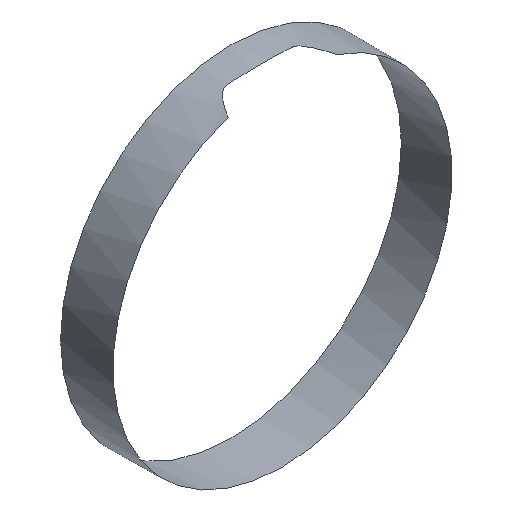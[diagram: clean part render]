
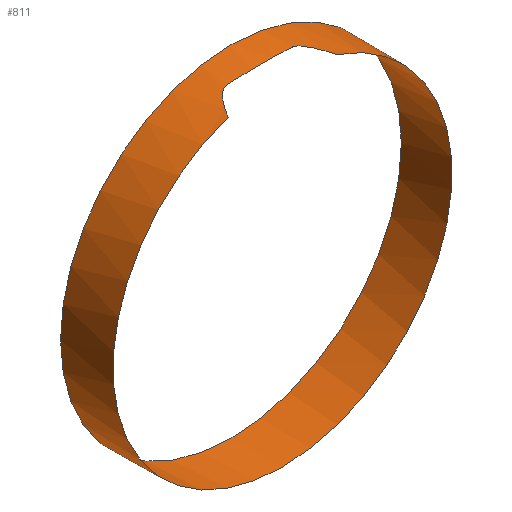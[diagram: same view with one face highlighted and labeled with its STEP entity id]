
A CAD part, isometric view. The second image highlights one B-rep face of the part: STEP entity #811.
In plain terms, the highlighted conical face has half-angle 1 degrees and reference radius 3.2 mm.
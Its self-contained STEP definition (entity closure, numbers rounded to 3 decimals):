
#293=FACE_BOUND('',#1626,.T.);
#294=FACE_BOUND('',#1627,.T.);
#295=FACE_BOUND('',#1628,.T.);
#524=LINE('',#10424,#638);
#525=LINE('',#10452,#639);
#638=VECTOR('',#7021,1.);
#639=VECTOR('',#7028,1.);
#725=ELLIPSE('',#6130,3.967,3.25);
#811=ADVANCED_FACE('',(#293,#294,#295),#1173,.F.);
#1173=CONICAL_SURFACE('',#6140,3.2,1.);
#1626=EDGE_LOOP('',(#2710,#2711));
#1627=EDGE_LOOP('',(#2712));
#1628=EDGE_LOOP('',(#2713,#2714,#2715,#2716,#2717,#2718,#2719,#2720,#2721));
#2148=B_SPLINE_CURVE_WITH_KNOTS('',3,(#10210,#10211,#10212,#10213,#10214,
#10215,#10216),.UNSPECIFIED.,.F.,.F.,(4,3,4),(0.,0.286,1.),
 .UNSPECIFIED.);
#2151=B_SPLINE_CURVE_WITH_KNOTS('',3,(#10248,#10249,#10250,#10251,#10252,
#10253,#10254),.UNSPECIFIED.,.F.,.F.,(4,3,4),(0.,0.286,1.),
 .UNSPECIFIED.);
#2163=B_SPLINE_CURVE_WITH_KNOTS('',3,(#10431,#10432,#10433,#10434,#10435,
#10436,#10437,#10438,#10439,#10440),.UNSPECIFIED.,.F.,.F.,(4,3,3,4),(0.,
0.401,0.802,1.),.UNSPECIFIED.);
#2164=B_SPLINE_CURVE_WITH_KNOTS('',3,(#10441,#10442,#10443,#10444,#10445,
#10446,#10447,#10448,#10449,#10450),.UNSPECIFIED.,.F.,.F.,(4,3,3,4),(0.,
0.415,0.832,1.),.UNSPECIFIED.);
#2710=ORIENTED_EDGE('',*,*,#5016,.F.);
#2711=ORIENTED_EDGE('',*,*,#5016,.T.);
#2712=ORIENTED_EDGE('',*,*,#5017,.T.);
#2713=ORIENTED_EDGE('',*,*,#5018,.T.);
#2714=ORIENTED_EDGE('',*,*,#4995,.T.);
#2715=ORIENTED_EDGE('',*,*,#5019,.T.);
#2716=ORIENTED_EDGE('',*,*,#5002,.F.);
#2717=ORIENTED_EDGE('',*,*,#5020,.T.);
#2718=ORIENTED_EDGE('',*,*,#4999,.F.);
#2719=ORIENTED_EDGE('',*,*,#5021,.T.);
#2720=ORIENTED_EDGE('',*,*,#5022,.T.);
#2721=ORIENTED_EDGE('',*,*,#5022,.F.);
#4441=VERTEX_POINT('',#10209);
#4442=VERTEX_POINT('',#10217);
#4445=VERTEX_POINT('',#10247);
#4446=VERTEX_POINT('',#10255);
#4447=VERTEX_POINT('',#10283);
#4448=VERTEX_POINT('',#10285);
#4461=VERTEX_POINT('',#10425);
#4462=VERTEX_POINT('',#10426);
#4463=VERTEX_POINT('',#10428);
#4464=VERTEX_POINT('',#10430);
#4465=VERTEX_POINT('',#10453);
#4995=EDGE_CURVE('',#4442,#4441,#2148,.T.);
#4999=EDGE_CURVE('',#4445,#4446,#2151,.T.);
#5002=EDGE_CURVE('',#4447,#4448,#725,.T.);
#5016=EDGE_CURVE('',#4461,#4462,#524,.T.);
#5017=EDGE_CURVE('',#4463,#4463,#5685,.T.);
#5018=EDGE_CURVE('',#4464,#4442,#5686,.T.);
#5019=EDGE_CURVE('',#4441,#4448,#2163,.T.);
#5020=EDGE_CURVE('',#4447,#4446,#2164,.T.);
#5021=EDGE_CURVE('',#4445,#4464,#5687,.T.);
#5022=EDGE_CURVE('',#4464,#4465,#525,.T.);
#5685=CIRCLE('',#6137,3.22);
#5686=CIRCLE('',#6138,3.203);
#5687=CIRCLE('',#6139,3.203);
#6130=AXIS2_PLACEMENT_3D('',#10284,#7007,#7008);
#6137=AXIS2_PLACEMENT_3D('',#10427,#7022,#7023);
#6138=AXIS2_PLACEMENT_3D('',#10429,#7024,#7025);
#6139=AXIS2_PLACEMENT_3D('',#10451,#7026,#7027);
#6140=AXIS2_PLACEMENT_3D('',#10454,#7029,#7030);
#7007=DIRECTION('',(0.,0.819,0.574));
#7008=DIRECTION('',(0.,0.574,-0.819));
#7021=DIRECTION('',(0.,1.,0.017));
#7022=DIRECTION('',(0.,1.,0.));
#7023=DIRECTION('',(0.,0.,1.));
#7024=DIRECTION('',(0.,-1.,0.));
#7025=DIRECTION('',(0.,0.,-1.));
#7026=DIRECTION('',(0.,-1.,0.));
#7027=DIRECTION('',(0.,0.,-1.));
#7028=DIRECTION('',(0.,1.,-0.017));
#7029=DIRECTION('',(0.,1.,0.));
#7030=DIRECTION('',(0.,0.,-1.));
#10209=CARTESIAN_POINT('',(0.738,1.584,-15.376));
#10210=CARTESIAN_POINT('',(1.024,1.197,-15.464));
#10211=CARTESIAN_POINT('',(1.004,1.239,-15.457));
#10212=CARTESIAN_POINT('',(0.983,1.281,-15.449));
#10213=CARTESIAN_POINT('',(0.959,1.321,-15.441));
#10214=CARTESIAN_POINT('',(0.9,1.419,-15.421));
#10215=CARTESIAN_POINT('',(0.825,1.509,-15.398));
#10216=CARTESIAN_POINT('',(0.738,1.584,-15.376));
#10217=CARTESIAN_POINT('',(1.024,1.197,-15.464));
#10247=CARTESIAN_POINT('',(-1.024,1.197,-15.464));
#10248=CARTESIAN_POINT('',(-1.024,1.197,-15.464));
#10249=CARTESIAN_POINT('',(-1.004,1.239,-15.457));
#10250=CARTESIAN_POINT('',(-0.983,1.281,-15.449));
#10251=CARTESIAN_POINT('',(-0.959,1.321,-15.441));
#10252=CARTESIAN_POINT('',(-0.9,1.419,-15.421));
#10253=CARTESIAN_POINT('',(-0.825,1.509,-15.398));
#10254=CARTESIAN_POINT('',(-0.738,1.584,-15.376));
#10255=CARTESIAN_POINT('',(-0.738,1.584,-15.376));
#10283=CARTESIAN_POINT('',(-0.609,1.621,-15.347));
#10284=CARTESIAN_POINT('',(0.,3.857,-18.54));
#10285=CARTESIAN_POINT('',(0.609,1.621,-15.347));
#10424=CARTESIAN_POINT('',(0.,1.,-15.3));
#10425=CARTESIAN_POINT('',(0.,1.851,-15.285));
#10426=CARTESIAN_POINT('',(0.,2.,-15.283));
#10427=CARTESIAN_POINT('',(0.,2.17,-18.5));
#10428=CARTESIAN_POINT('',(0.,2.17,-15.28));
#10429=CARTESIAN_POINT('',(0.,1.197,-18.5));
#10430=CARTESIAN_POINT('',(0.,1.197,-21.703));
#10431=CARTESIAN_POINT('',(0.738,1.584,-15.376));
#10432=CARTESIAN_POINT('',(0.724,1.596,-15.372));
#10433=CARTESIAN_POINT('',(0.708,1.606,-15.368));
#10434=CARTESIAN_POINT('',(0.691,1.612,-15.364));
#10435=CARTESIAN_POINT('',(0.674,1.619,-15.361));
#10436=CARTESIAN_POINT('',(0.655,1.622,-15.357));
#10437=CARTESIAN_POINT('',(0.637,1.623,-15.353));
#10438=CARTESIAN_POINT('',(0.627,1.623,-15.351));
#10439=CARTESIAN_POINT('',(0.618,1.623,-15.349));
#10440=CARTESIAN_POINT('',(0.609,1.621,-15.347));
#10441=CARTESIAN_POINT('',(-0.609,1.621,-15.347));
#10442=CARTESIAN_POINT('',(-0.628,1.624,-15.351));
#10443=CARTESIAN_POINT('',(-0.648,1.623,-15.355));
#10444=CARTESIAN_POINT('',(-0.666,1.619,-15.359));
#10445=CARTESIAN_POINT('',(-0.685,1.615,-15.363));
#10446=CARTESIAN_POINT('',(-0.703,1.608,-15.367));
#10447=CARTESIAN_POINT('',(-0.719,1.598,-15.371));
#10448=CARTESIAN_POINT('',(-0.726,1.594,-15.373));
#10449=CARTESIAN_POINT('',(-0.732,1.589,-15.374));
#10450=CARTESIAN_POINT('',(-0.738,1.584,-15.376));
#10451=CARTESIAN_POINT('',(0.,1.197,-18.5));
#10452=CARTESIAN_POINT('',(0.,1.,-21.7));
#10453=CARTESIAN_POINT('',(0.,2.,-21.717));
#10454=CARTESIAN_POINT('',(0.,1.,-18.5));
